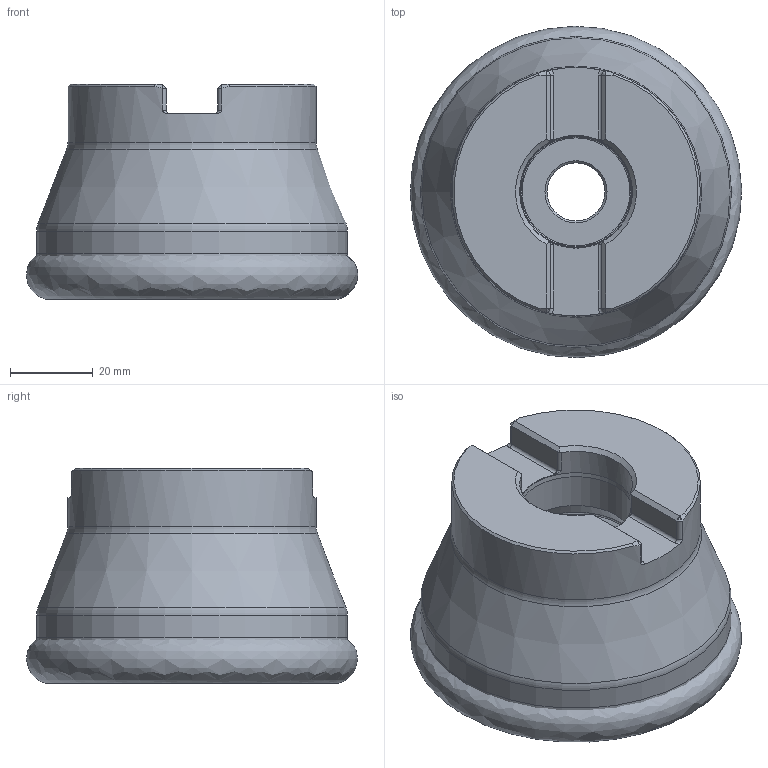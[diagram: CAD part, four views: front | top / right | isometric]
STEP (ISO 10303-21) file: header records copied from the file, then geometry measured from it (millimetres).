
FILE_DESCRIPTION(/* description */ (''),/* implementation_level */ '2;1');
FILE_NAME(/* name */ '80A07R_SCMORD12_C_SIM.stp',/* time_stamp */ '2018-06-01T08:02:32+02:00',/* author */ (''),/* organization */ (''),/* preprocessor_version */ 'ST-DEVELOPER v15',/* originating_system */ 'SIEMENS PLM Software NX 8.5',/* authorisation */ '');
FILE_SCHEMA (('AUTOMOTIVE_DESIGN { 1 0 10303 214 3 1 1 1 }'));
Length unit declared in the file: millimetre
Products named in the file (1): hm1519DC2AECml03
Bounding box: 79.95 x 79.95 x 52 mm (x, y, z)
Volume: 164552.5 mm3; surface area: 30621.6 mm2
Topology: 2 solids, 2 shells, 75 faces, 186 edges, 110 vertices
Faces by surface type: cylinder 24, plane 19, torus 16, cone 15, revolution 1
Full cylindrical faces by diameter (mm): 14 x1, 27.006 x1, 27.2 x1, 38.1 x1, 60 x1, 75 x1
Entity records: 2161 total; most frequent: CARTESIAN_POINT 524, DIRECTION 347, ORIENTED_EDGE 298, EDGE_CURVE 149, AXIS2_PLACEMENT_3D 149, VERTEX_POINT 100, EDGE_LOOP 98, ADVANCED_FACE 75
